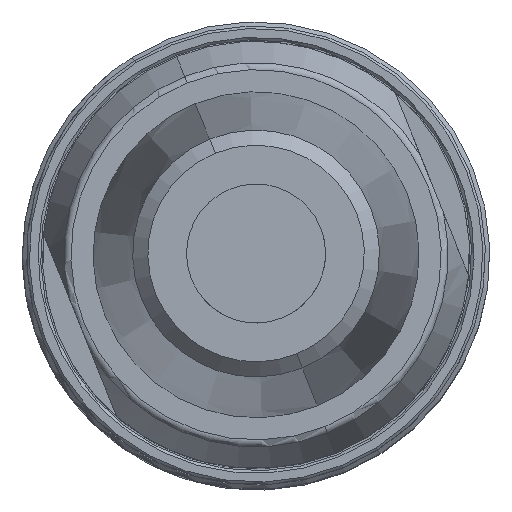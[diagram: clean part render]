
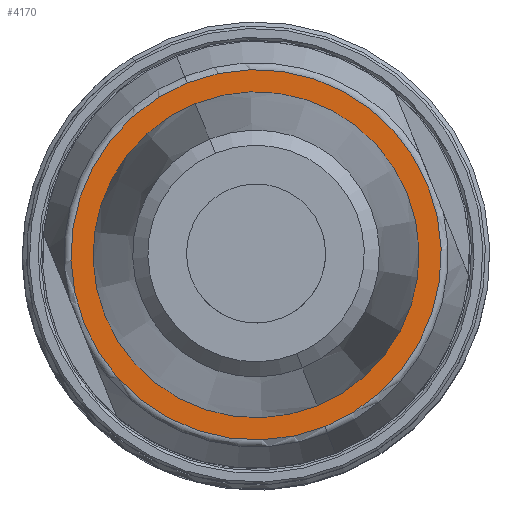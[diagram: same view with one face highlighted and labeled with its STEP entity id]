
A CAD part, top view. The second image highlights one B-rep face of the part: STEP entity #4170.
In plain terms, the highlighted planar face has unit normal (0, 0, 1).
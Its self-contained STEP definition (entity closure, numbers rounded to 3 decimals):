
#3912=AXIS2_PLACEMENT_3D('Circle Axis2P3D',#3910,#3911,$) ;
#4098=AXIS2_PLACEMENT_3D('Circle Axis2P3D',#4096,#4097,$) ;
#4130=AXIS2_PLACEMENT_3D('Plane Axis2P3D',#4127,#4128,#4129) ;
#4138=AXIS2_PLACEMENT_3D('Circle Axis2P3D',#4136,#4137,$) ;
#4147=AXIS2_PLACEMENT_3D('Circle Axis2P3D',#4145,#4146,$) ;
#4154=AXIS2_PLACEMENT_3D('Circle Axis2P3D',#4152,#4153,$) ;
#4161=AXIS2_PLACEMENT_3D('Circle Axis2P3D',#4159,#4160,$) ;
#3870=CARTESIAN_POINT('Vertex',(11.974,2.449,43.5)) ;
#3907=CARTESIAN_POINT('Vertex',(6.526,16.051,43.5)) ;
#3910=CARTESIAN_POINT('Axis2P3D Location',(9.25,9.25,43.5)) ;
#4096=CARTESIAN_POINT('Axis2P3D Location',(9.25,9.25,43.5)) ;
#4127=CARTESIAN_POINT('Axis2P3D Location',(9.25,9.25,43.5)) ;
#4136=CARTESIAN_POINT('Axis2P3D Location',(9.25,9.25,43.5)) ;
#4140=CARTESIAN_POINT('Vertex',(11.667,3.27,43.5)) ;
#4142=CARTESIAN_POINT('Vertex',(14.72,12.668,43.5)) ;
#4145=CARTESIAN_POINT('Axis2P3D Location',(9.25,9.25,43.5)) ;
#4149=CARTESIAN_POINT('Vertex',(3.78,5.832,43.5)) ;
#4152=CARTESIAN_POINT('Axis2P3D Location',(9.25,9.25,43.5)) ;
#4156=CARTESIAN_POINT('Vertex',(6.833,15.23,43.5)) ;
#4159=CARTESIAN_POINT('Axis2P3D Location',(9.25,9.25,43.5)) ;
#3911=DIRECTION('Axis2P3D Direction',(0.,0.,1.)) ;
#4097=DIRECTION('Axis2P3D Direction',(0.,0.,1.)) ;
#4128=DIRECTION('Axis2P3D Direction',(0.,0.,1.)) ;
#4129=DIRECTION('Axis2P3D XDirection',(-0.372,0.928,0.)) ;
#4137=DIRECTION('Axis2P3D Direction',(0.,0.,1.)) ;
#4146=DIRECTION('Axis2P3D Direction',(0.,0.,1.)) ;
#4153=DIRECTION('Axis2P3D Direction',(0.,0.,1.)) ;
#4160=DIRECTION('Axis2P3D Direction',(0.,0.,1.)) ;
#4133=ORIENTED_EDGE('',*,*,#4100,.T.) ;
#4134=ORIENTED_EDGE('',*,*,#3914,.T.) ;
#4165=ORIENTED_EDGE('',*,*,#4144,.F.) ;
#4166=ORIENTED_EDGE('',*,*,#4151,.F.) ;
#4167=ORIENTED_EDGE('',*,*,#4158,.F.) ;
#4168=ORIENTED_EDGE('',*,*,#4163,.F.) ;
#4169=FACE_BOUND('',#4164,.T.) ;
#4170=ADVANCED_FACE('Hauptkoerper',(#4135,#4169),#4131,.T.) ;
#3913=CIRCLE('generated circle',#3912,7.326) ;
#4099=CIRCLE('generated circle',#4098,7.326) ;
#4139=CIRCLE('generated circle',#4138,6.45) ;
#4148=CIRCLE('generated circle',#4147,6.45) ;
#4155=CIRCLE('generated circle',#4154,6.45) ;
#4162=CIRCLE('generated circle',#4161,6.45) ;
#3914=EDGE_CURVE('',#3871,#3908,#3913,.T.) ;
#4100=EDGE_CURVE('',#3908,#3871,#4099,.T.) ;
#4144=EDGE_CURVE('',#4141,#4143,#4139,.T.) ;
#4151=EDGE_CURVE('',#4150,#4141,#4148,.T.) ;
#4158=EDGE_CURVE('',#4157,#4150,#4155,.T.) ;
#4163=EDGE_CURVE('',#4143,#4157,#4162,.T.) ;
#4132=EDGE_LOOP('',(#4133,#4134)) ;
#4164=EDGE_LOOP('',(#4165,#4166,#4167,#4168)) ;
#4135=FACE_OUTER_BOUND('',#4132,.T.) ;
#4131=PLANE('',#4130) ;
#3871=VERTEX_POINT('',#3870) ;
#3908=VERTEX_POINT('',#3907) ;
#4141=VERTEX_POINT('',#4140) ;
#4143=VERTEX_POINT('',#4142) ;
#4150=VERTEX_POINT('',#4149) ;
#4157=VERTEX_POINT('',#4156) ;
